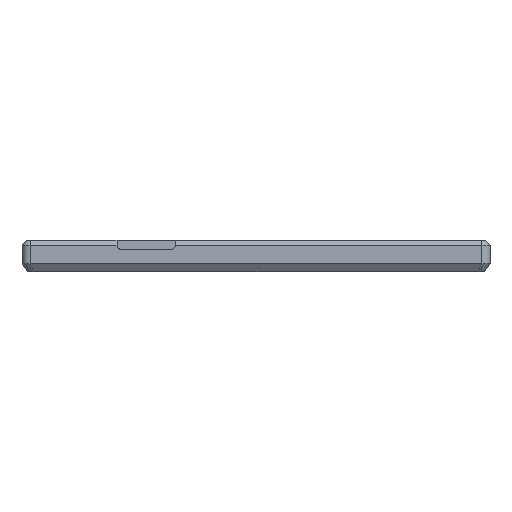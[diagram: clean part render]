
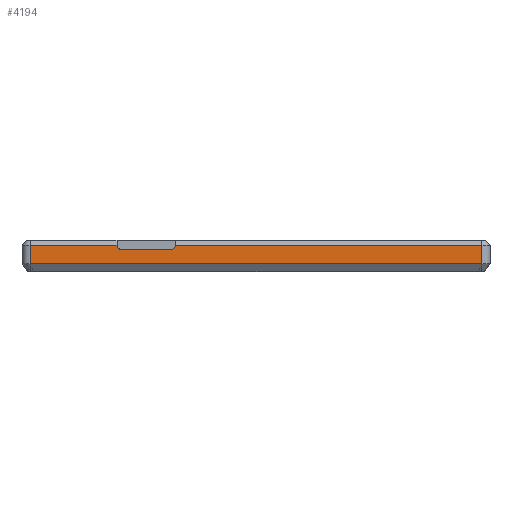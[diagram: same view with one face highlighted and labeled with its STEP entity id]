
A CAD part, left-side view. The second image highlights one B-rep face of the part: STEP entity #4194.
In plain terms, the highlighted planar face has unit normal (-1, 0, 0).
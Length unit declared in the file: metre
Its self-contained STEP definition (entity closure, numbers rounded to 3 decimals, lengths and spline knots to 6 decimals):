
#82=PLANE('',#4503);
#366=LINE('',#6562,#805);
#380=LINE('',#6599,#819);
#381=LINE('',#6604,#820);
#382=LINE('',#6607,#821);
#383=LINE('',#6610,#822);
#384=LINE('',#6614,#823);
#805=VECTOR('',#5180,1.);
#819=VECTOR('',#5214,1.);
#820=VECTOR('',#5221,1.);
#821=VECTOR('',#5222,1.);
#822=VECTOR('',#5225,1.);
#823=VECTOR('',#5228,1.);
#1360=ORIENTED_EDGE('',*,*,#2589,.T.);
#1361=ORIENTED_EDGE('',*,*,#2590,.T.);
#1362=ORIENTED_EDGE('',*,*,#2586,.F.);
#1363=ORIENTED_EDGE('',*,*,#2568,.T.);
#1364=ORIENTED_EDGE('',*,*,#2591,.F.);
#1365=ORIENTED_EDGE('',*,*,#2592,.F.);
#1366=ORIENTED_EDGE('',*,*,#2593,.F.);
#1367=ORIENTED_EDGE('',*,*,#2594,.T.);
#2568=EDGE_CURVE('',#3166,#3165,#366,.T.);
#2586=EDGE_CURVE('',#3166,#3179,#380,.T.);
#2589=EDGE_CURVE('',#3180,#3181,#381,.T.);
#2590=EDGE_CURVE('',#3181,#3179,#382,.T.);
#2591=EDGE_CURVE('',#3182,#3165,#3441,.T.);
#2592=EDGE_CURVE('',#3183,#3182,#383,.T.);
#2593=EDGE_CURVE('',#3184,#3183,#3442,.T.);
#2594=EDGE_CURVE('',#3184,#3180,#384,.T.);
#3165=VERTEX_POINT('',#6561);
#3166=VERTEX_POINT('',#6563);
#3179=VERTEX_POINT('',#6600);
#3180=VERTEX_POINT('',#6605);
#3181=VERTEX_POINT('',#6606);
#3182=VERTEX_POINT('',#6609);
#3183=VERTEX_POINT('',#6611);
#3184=VERTEX_POINT('',#6613);
#3441=CIRCLE('',#4504,0.0008);
#3442=CIRCLE('',#4505,0.0008);
#3610=EDGE_LOOP('',(#1360,#1361,#1362,#1363,#1364,#1365,#1366,#1367));
#3861=FACE_BOUND('',#3610,.T.);
#4194=ADVANCED_FACE('',(#3861),#82,.T.);
#4503=AXIS2_PLACEMENT_3D('',#6603,#5219,#5220);
#4504=AXIS2_PLACEMENT_3D('',#6608,#5223,#5224);
#4505=AXIS2_PLACEMENT_3D('',#6612,#5226,#5227);
#5180=DIRECTION('',(0.,1.,0.));
#5214=DIRECTION('',(0.,0.,-1.));
#5219=DIRECTION('',(-1.,0.,0.));
#5220=DIRECTION('',(0.,0.,1.));
#5221=DIRECTION('',(0.,0.,-1.));
#5222=DIRECTION('',(0.,-1.,0.));
#5223=DIRECTION('',(-1.,0.,0.));
#5224=DIRECTION('',(0.,0.,1.));
#5225=DIRECTION('',(0.,-1.,0.));
#5226=DIRECTION('',(-1.,0.,0.));
#5227=DIRECTION('',(0.,0.,1.));
#5228=DIRECTION('',(0.,1.,0.));
#6561=CARTESIAN_POINT('',(-0.05791,0.016028,-0.001894));
#6562=CARTESIAN_POINT('',(-0.05791,0.04488,-0.001893));
#6563=CARTESIAN_POINT('',(-0.05791,-0.04488,-0.001893));
#6599=CARTESIAN_POINT('',(-0.05791,-0.04488,-0.00085));
#6600=CARTESIAN_POINT('',(-0.05791,-0.04488,-0.00555));
#6603=CARTESIAN_POINT('',(-0.05791,-0.014126,-0.00085));
#6604=CARTESIAN_POINT('',(-0.05791,0.04488,-0.00085));
#6605=CARTESIAN_POINT('',(-0.05791,0.04488,-0.001893));
#6606=CARTESIAN_POINT('',(-0.05791,0.04488,-0.00555));
#6607=CARTESIAN_POINT('',(-0.05791,-0.014126,-0.00555));
#6608=CARTESIAN_POINT('',(-0.05791,0.016828,-0.001895));
#6609=CARTESIAN_POINT('',(-0.05791,0.016828,-0.002695));
#6610=CARTESIAN_POINT('',(-0.05791,0.021819,-0.002695));
#6611=CARTESIAN_POINT('',(-0.05791,0.026809,-0.002695));
#6612=CARTESIAN_POINT('',(-0.05791,0.026809,-0.001895));
#6613=CARTESIAN_POINT('',(-0.05791,0.027609,-0.001894));
#6614=CARTESIAN_POINT('',(-0.05791,0.04488,-0.001893));
